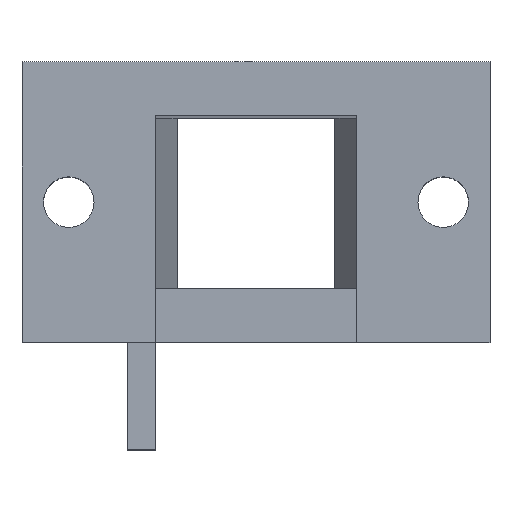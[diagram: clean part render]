
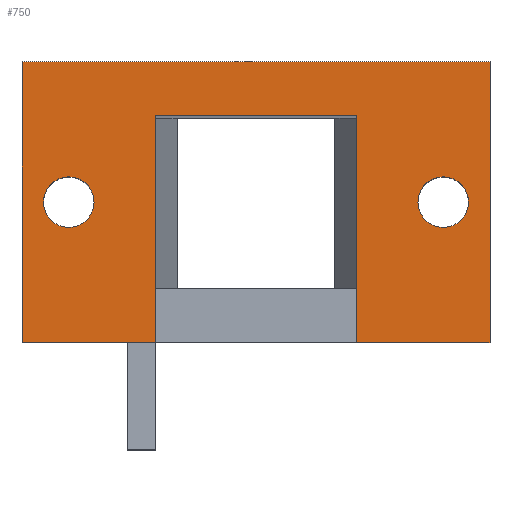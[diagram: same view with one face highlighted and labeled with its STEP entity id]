
A CAD part, top view. The second image highlights one B-rep face of the part: STEP entity #750.
In plain terms, the highlighted planar face has unit normal (0, 0, 1).
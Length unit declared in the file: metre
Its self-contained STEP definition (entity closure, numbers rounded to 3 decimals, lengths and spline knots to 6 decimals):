
#16=LINE('',#1043,#112);
#17=LINE('',#1046,#113);
#18=LINE('',#1048,#114);
#19=LINE('',#1050,#115);
#20=LINE('',#1052,#116);
#21=LINE('',#1054,#117);
#22=LINE('',#1056,#118);
#23=LINE('',#1058,#119);
#112=VECTOR('',#855,1.);
#113=VECTOR('',#856,1.);
#114=VECTOR('',#857,1.);
#115=VECTOR('',#858,1.);
#116=VECTOR('',#859,1.);
#117=VECTOR('',#860,1.);
#118=VECTOR('',#861,1.);
#119=VECTOR('',#862,1.);
#208=ORIENTED_EDGE('',*,*,#416,.T.);
#209=ORIENTED_EDGE('',*,*,#417,.F.);
#210=ORIENTED_EDGE('',*,*,#418,.T.);
#211=ORIENTED_EDGE('',*,*,#419,.T.);
#212=ORIENTED_EDGE('',*,*,#420,.F.);
#213=ORIENTED_EDGE('',*,*,#421,.F.);
#214=ORIENTED_EDGE('',*,*,#422,.T.);
#215=ORIENTED_EDGE('',*,*,#423,.T.);
#216=ORIENTED_EDGE('',*,*,#424,.F.);
#217=ORIENTED_EDGE('',*,*,#425,.T.);
#416=EDGE_CURVE('',#520,#520,#592,.T.);
#417=EDGE_CURVE('',#521,#521,#593,.T.);
#418=EDGE_CURVE('',#522,#523,#16,.T.);
#419=EDGE_CURVE('',#523,#524,#17,.T.);
#420=EDGE_CURVE('',#525,#524,#18,.T.);
#421=EDGE_CURVE('',#526,#525,#19,.T.);
#422=EDGE_CURVE('',#526,#527,#20,.T.);
#423=EDGE_CURVE('',#527,#528,#21,.T.);
#424=EDGE_CURVE('',#529,#528,#22,.T.);
#425=EDGE_CURVE('',#529,#522,#23,.T.);
#520=VERTEX_POINT('',#1040);
#521=VERTEX_POINT('',#1042);
#522=VERTEX_POINT('',#1044);
#523=VERTEX_POINT('',#1045);
#524=VERTEX_POINT('',#1047);
#525=VERTEX_POINT('',#1049);
#526=VERTEX_POINT('',#1051);
#527=VERTEX_POINT('',#1053);
#528=VERTEX_POINT('',#1055);
#529=VERTEX_POINT('',#1057);
#592=CIRCLE('',#802,0.0027);
#593=CIRCLE('',#803,0.0027);
#600=EDGE_LOOP('',(#208));
#601=EDGE_LOOP('',(#209));
#602=EDGE_LOOP('',(#210,#211,#212,#213,#214,#215,#216,#217));
#658=FACE_BOUND('',#600,.T.);
#659=FACE_BOUND('',#601,.T.);
#660=FACE_BOUND('',#602,.T.);
#716=PLANE('',#801);
#750=ADVANCED_FACE('',(#658,#659,#660),#716,.T.);
#801=AXIS2_PLACEMENT_3D('',#1038,#849,#850);
#802=AXIS2_PLACEMENT_3D('',#1039,#851,#852);
#803=AXIS2_PLACEMENT_3D('',#1041,#853,#854);
#849=DIRECTION('',(0.,0.,1.));
#850=DIRECTION('',(1.,0.,0.));
#851=DIRECTION('',(0.,0.,-1.));
#852=DIRECTION('',(1.,0.,0.));
#853=DIRECTION('',(0.,0.,1.));
#854=DIRECTION('',(1.,0.,0.));
#855=DIRECTION('',(0.,-1.,0.));
#856=DIRECTION('',(1.,0.,0.));
#857=DIRECTION('',(0.,-1.,0.));
#858=DIRECTION('',(1.,0.,0.));
#859=DIRECTION('',(0.,-1.,0.));
#860=DIRECTION('',(1.,0.,0.));
#861=DIRECTION('',(0.,-1.,0.));
#862=DIRECTION('',(1.,0.,0.));
#1038=CARTESIAN_POINT('',(0.,0.,0.1778));
#1039=CARTESIAN_POINT('',(0.02,0.,0.1778));
#1040=CARTESIAN_POINT('',(0.0227,0.,0.1778));
#1041=CARTESIAN_POINT('',(-0.02,0.,0.1778));
#1042=CARTESIAN_POINT('',(-0.0173,0.,0.1778));
#1043=CARTESIAN_POINT('',(0.01075,0.00925,0.1778));
#1044=CARTESIAN_POINT('',(0.01075,0.00925,0.1778));
#1045=CARTESIAN_POINT('',(0.01075,-0.015,0.1778));
#1046=CARTESIAN_POINT('',(0.,-0.015,0.1778));
#1047=CARTESIAN_POINT('',(0.025,-0.015,0.1778));
#1048=CARTESIAN_POINT('',(0.025,0.,0.1778));
#1049=CARTESIAN_POINT('',(0.025,0.015,0.1778));
#1050=CARTESIAN_POINT('',(0.,0.015,0.1778));
#1051=CARTESIAN_POINT('',(-0.025,0.015,0.1778));
#1052=CARTESIAN_POINT('',(-0.025,0.,0.1778));
#1053=CARTESIAN_POINT('',(-0.025,-0.015,0.1778));
#1054=CARTESIAN_POINT('',(0.,-0.015,0.1778));
#1055=CARTESIAN_POINT('',(-0.01075,-0.015,0.1778));
#1056=CARTESIAN_POINT('',(-0.01075,0.00925,0.1778));
#1057=CARTESIAN_POINT('',(-0.01075,0.00925,0.1778));
#1058=CARTESIAN_POINT('',(0.,0.00925,0.1778));
